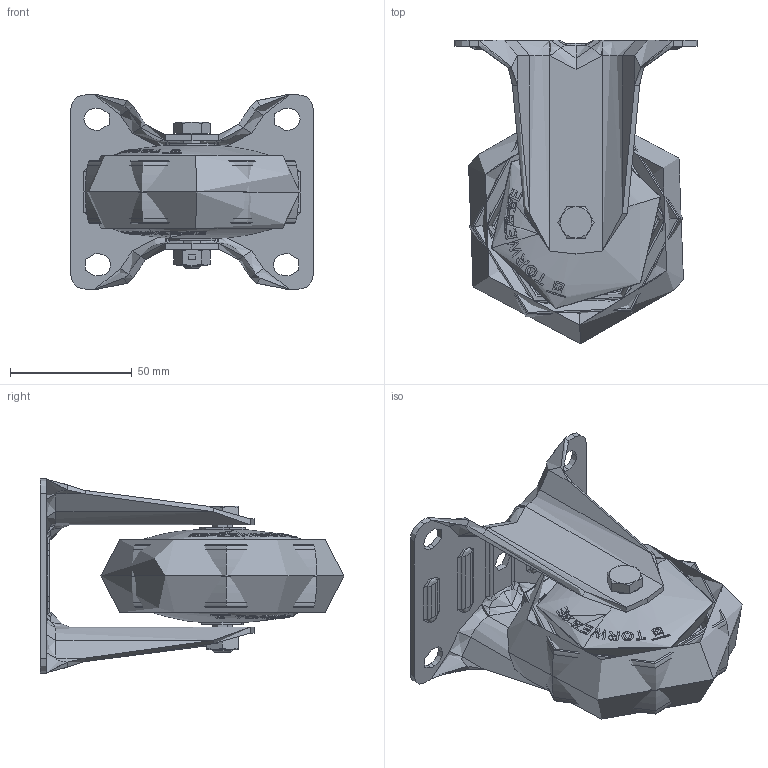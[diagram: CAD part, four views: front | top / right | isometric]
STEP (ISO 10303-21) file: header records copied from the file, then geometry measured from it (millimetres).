
FILE_DESCRIPTION (( 'STEP AP214' ), '1' );
FILE_NAME ('0055739.step', '2023-09-29T09:33:24', ( '' ), ( '' ), 'SwSTEP 2.0', 'SolidWorks 2020', '' );
FILE_SCHEMA (( 'AUTOMOTIVE_DESIGN' ));
Length unit declared in the file: millimetre
Products named in the file (1): 0055739
Bounding box: 100 x 124.97 x 80 mm (x, y, z)
Volume: 208228.2 mm3; surface area: 113253 mm2
Topology: 8 solids, 8 shells, 838 faces, 2042 edges, 1260 vertices
Faces by surface type: bspline 408, cylinder 128, torus 122, plane 106, cone 74
Entity records: 55285 total; most frequent: CARTESIAN_POINT 29773, ORIENTED_EDGE 4068, DIRECTION 2152, EDGE_CURVE 2034, VERTEX_POINT 1260, B_SPLINE_CURVE_WITH_KNOTS 1172, EDGE_LOOP 912, AXIS2_PLACEMENT_3D 909
